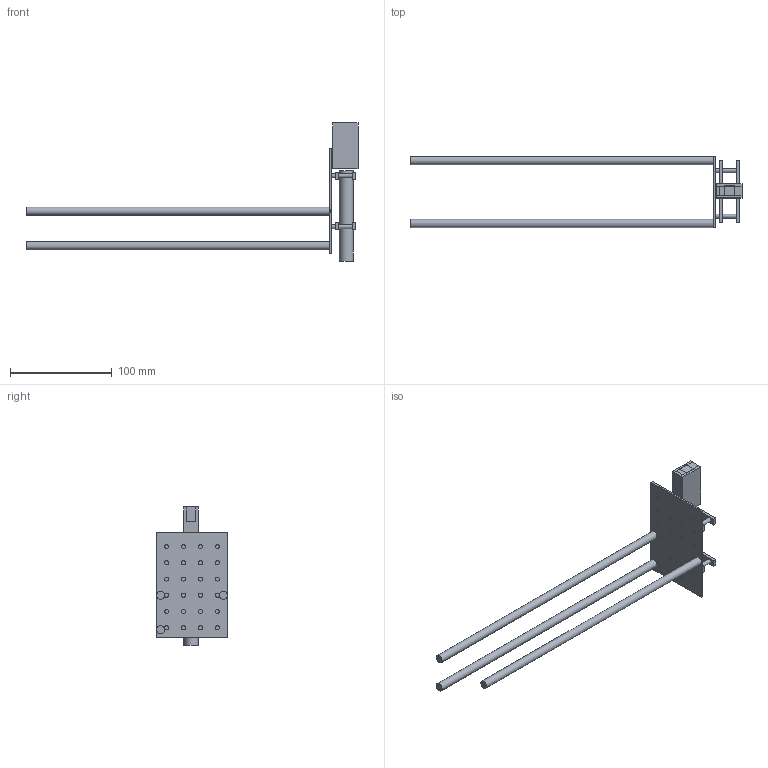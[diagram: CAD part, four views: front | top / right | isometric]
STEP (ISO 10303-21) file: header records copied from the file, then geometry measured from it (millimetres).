
FILE_DESCRIPTION(('FreeCAD Model'),'2;1');
FILE_NAME('console.step','2014-01-15T20:39:42' ,('FreeCAD'),('FreeCAD'),'Open CASCADE STEP processor 6.5','FreeCAD', 'Unknown');
FILE_SCHEMA(('AUTOMOTIVE_DESIGN_CC2 { 1 2 10303 214 -1 1 5 4 }'));
Length unit declared in the file: millimetre
Products named in the file (23): Cylinder001; Clone_of_Cylinder006; Sketch001; Pocket; Pocket002; Wedge; Clone_of_Cylinder007; Cylinder004; Cylinder003; Clone_of_Box002; Cylinder; Box001; Pocket001; Box; Sketch002; Clone_of_Box003; MultiTransform; Sketch; Cylinder002; Sketch003; Clone_of_Cylinder005; Pad; Clone_of_Box001
Bounding box: 327.02 x 70 x 136 mm (x, y, z)
Volume: 137874.2 mm3; surface area: 95339 mm2
Topology: 19 solids, 19 shells, 127 faces, 280 edges, 203 vertices
Faces by surface type: plane 70, cylinder 30, bspline 27
Full cylindrical faces by diameter (mm): 4 x26, 8 x3, 14 x1
Entity records: 7565 total; most frequent: CARTESIAN_POINT 1822, DIRECTION 858, ORIENTED_EDGE 534, PCURVE 534, DEFINITIONAL_REPRESENTATION 534, LINE 524, VECTOR 524, EDGE_CURVE 267
